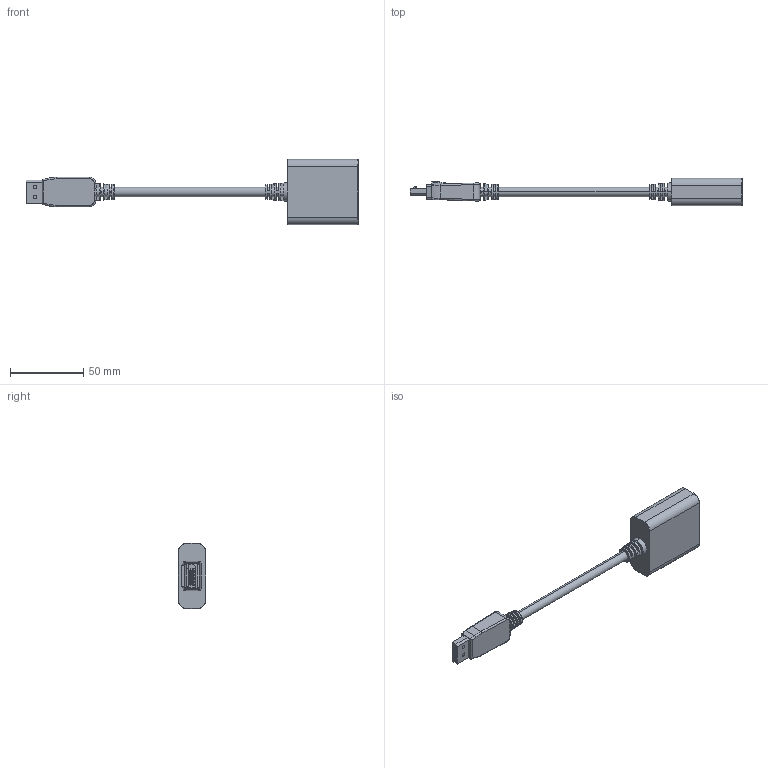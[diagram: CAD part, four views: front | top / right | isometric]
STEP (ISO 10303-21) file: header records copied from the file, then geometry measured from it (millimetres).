
FILE_DESCRIPTION (( 'STEP AP203' ), '1' );
FILE_NAME ('DP-DVI-CBL.STEP', '2012-05-17T14:53:26', ( 'x' ), ( 'Microsoft' ), 'SwSTEP 2.0', 'SolidWorks 2010', '' );
FILE_SCHEMA (( 'CONFIG_CONTROL_DESIGN' ));
Length unit declared in the file: inch
Products named in the file (7): DP-DVI-CBL; 3AB14-028-MA1_no hex nuts; 1AA10-051_WITH LOGO; CABLE DPCAMM_5" LONG; DP-DVID; DP-DVID-CBL-MA1; 1AJ05-003
Assembly tree (7 placements, depth 3):
  DP-DVI-CBL
    CABLE DPCAMM_5" LONG
    1AA10-051_WITH LOGO
    DP-DVID
      3AB14-028-MA1_no hex nuts
      DP-DVID-CBL-MA1
      1AJ05-003  x2
Bounding box: 226.45 x 18.57 x 44.35 mm (x, y, z)
Volume: 50640.8 mm3; surface area: 18653.9 mm2
Topology: 6 solids, 6 shells, 995 faces, 2631 edges, 1738 vertices
Faces by surface type: plane 804, cylinder 94, bspline 79, torus 14, cone 4
Entity records: 36091 total; most frequent: CARTESIAN_POINT 11358, ORIENTED_EDGE 5172, DIRECTION 4476, EDGE_CURVE 2586, VECTOR 2112, LINE 2112, VERTEX_POINT 1708, AXIS2_PLACEMENT_3D 1182
